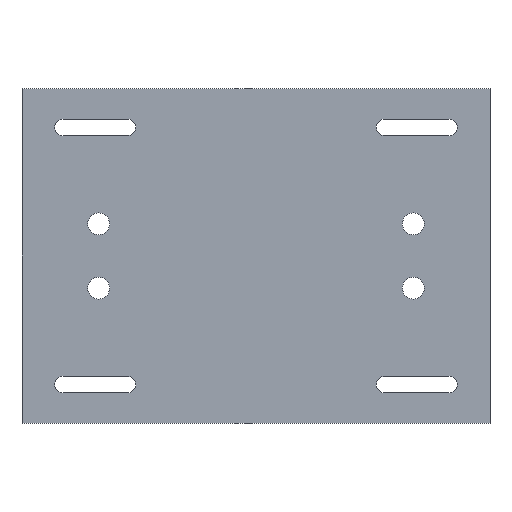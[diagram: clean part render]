
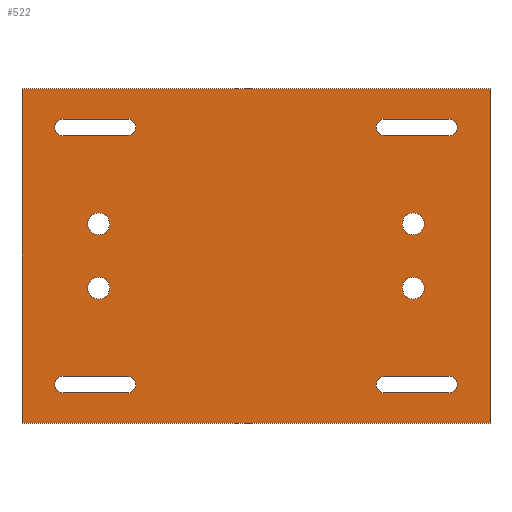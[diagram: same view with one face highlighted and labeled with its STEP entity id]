
A CAD part, front view. The second image highlights one B-rep face of the part: STEP entity #522.
In plain terms, the highlighted planar face has unit normal (0, -1, 0).
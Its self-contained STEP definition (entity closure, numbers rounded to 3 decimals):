
#17=LINE('',#749,#61);
#21=LINE('',#756,#65);
#33=LINE('',#796,#77);
#34=LINE('',#798,#78);
#37=LINE('',#807,#81);
#40=LINE('',#814,#84);
#41=LINE('',#818,#85);
#45=LINE('',#827,#89);
#47=LINE('',#834,#91);
#51=LINE('',#843,#95);
#53=LINE('',#850,#97);
#57=LINE('',#859,#101);
#61=VECTOR('',#605,10.);
#65=VECTOR('',#611,1000.);
#77=VECTOR('',#643,10.);
#78=VECTOR('',#646,1000.);
#81=VECTOR('',#655,10.);
#84=VECTOR('',#664,10.);
#85=VECTOR('',#667,10.);
#89=VECTOR('',#677,10.);
#91=VECTOR('',#685,10.);
#95=VECTOR('',#695,10.);
#97=VECTOR('',#703,10.);
#101=VECTOR('',#713,10.);
#116=PLANE('',#574);
#129=FACE_BOUND('',#201,.T.);
#130=FACE_BOUND('',#202,.T.);
#131=FACE_BOUND('',#203,.T.);
#132=FACE_BOUND('',#204,.T.);
#133=FACE_BOUND('',#205,.T.);
#134=FACE_BOUND('',#206,.T.);
#135=FACE_BOUND('',#207,.T.);
#136=FACE_BOUND('',#208,.T.);
#162=FACE_OUTER_BOUND('',#200,.T.);
#200=EDGE_LOOP('',(#461,#462,#463,#464));
#201=EDGE_LOOP('',(#465));
#202=EDGE_LOOP('',(#466));
#203=EDGE_LOOP('',(#467));
#204=EDGE_LOOP('',(#468));
#205=EDGE_LOOP('',(#469,#470,#471,#472));
#206=EDGE_LOOP('',(#473,#474,#475,#476));
#207=EDGE_LOOP('',(#477,#478,#479,#480));
#208=EDGE_LOOP('',(#481,#482,#483,#484));
#210=CIRCLE('',#527,4.263);
#212=CIRCLE('',#530,4.263);
#214=CIRCLE('',#533,4.263);
#216=CIRCLE('',#536,4.263);
#225=CIRCLE('',#551,3.25);
#226=CIRCLE('',#554,3.25);
#227=CIRCLE('',#558,3.25);
#228=CIRCLE('',#561,3.25);
#229=CIRCLE('',#564,3.25);
#230=CIRCLE('',#567,3.25);
#231=CIRCLE('',#570,3.25);
#232=CIRCLE('',#573,3.25);
#234=VERTEX_POINT('',#725);
#236=VERTEX_POINT('',#730);
#238=VERTEX_POINT('',#735);
#240=VERTEX_POINT('',#740);
#243=VERTEX_POINT('',#746);
#244=VERTEX_POINT('',#748);
#246=VERTEX_POINT('',#754);
#264=VERTEX_POINT('',#794);
#265=VERTEX_POINT('',#800);
#266=VERTEX_POINT('',#801);
#267=VERTEX_POINT('',#806);
#268=VERTEX_POINT('',#810);
#269=VERTEX_POINT('',#816);
#270=VERTEX_POINT('',#817);
#271=VERTEX_POINT('',#822);
#272=VERTEX_POINT('',#826);
#273=VERTEX_POINT('',#832);
#274=VERTEX_POINT('',#833);
#275=VERTEX_POINT('',#838);
#276=VERTEX_POINT('',#842);
#277=VERTEX_POINT('',#848);
#278=VERTEX_POINT('',#849);
#279=VERTEX_POINT('',#854);
#280=VERTEX_POINT('',#858);
#282=EDGE_CURVE('',#234,#234,#210,.F.);
#284=EDGE_CURVE('',#236,#236,#212,.F.);
#286=EDGE_CURVE('',#238,#238,#214,.F.);
#288=EDGE_CURVE('',#240,#240,#216,.F.);
#291=EDGE_CURVE('',#244,#243,#17,.T.);
#295=EDGE_CURVE('',#246,#243,#21,.T.);
#315=EDGE_CURVE('',#246,#264,#33,.T.);
#316=EDGE_CURVE('',#244,#264,#34,.T.);
#317=EDGE_CURVE('',#265,#266,#225,.T.);
#320=EDGE_CURVE('',#266,#267,#37,.T.);
#322=EDGE_CURVE('',#267,#268,#226,.T.);
#324=EDGE_CURVE('',#268,#265,#40,.T.);
#325=EDGE_CURVE('',#269,#270,#41,.T.);
#328=EDGE_CURVE('',#270,#271,#227,.T.);
#330=EDGE_CURVE('',#271,#272,#45,.T.);
#332=EDGE_CURVE('',#272,#269,#228,.T.);
#333=EDGE_CURVE('',#273,#274,#47,.T.);
#336=EDGE_CURVE('',#274,#275,#229,.T.);
#338=EDGE_CURVE('',#275,#276,#51,.T.);
#340=EDGE_CURVE('',#276,#273,#230,.T.);
#341=EDGE_CURVE('',#277,#278,#53,.T.);
#344=EDGE_CURVE('',#278,#279,#231,.T.);
#346=EDGE_CURVE('',#279,#280,#57,.T.);
#348=EDGE_CURVE('',#280,#277,#232,.T.);
#461=ORIENTED_EDGE('',*,*,#291,.T.);
#462=ORIENTED_EDGE('',*,*,#295,.F.);
#463=ORIENTED_EDGE('',*,*,#315,.T.);
#464=ORIENTED_EDGE('',*,*,#316,.F.);
#465=ORIENTED_EDGE('',*,*,#282,.T.);
#466=ORIENTED_EDGE('',*,*,#284,.T.);
#467=ORIENTED_EDGE('',*,*,#286,.T.);
#468=ORIENTED_EDGE('',*,*,#288,.T.);
#469=ORIENTED_EDGE('',*,*,#322,.T.);
#470=ORIENTED_EDGE('',*,*,#324,.T.);
#471=ORIENTED_EDGE('',*,*,#317,.T.);
#472=ORIENTED_EDGE('',*,*,#320,.T.);
#473=ORIENTED_EDGE('',*,*,#330,.T.);
#474=ORIENTED_EDGE('',*,*,#332,.T.);
#475=ORIENTED_EDGE('',*,*,#325,.T.);
#476=ORIENTED_EDGE('',*,*,#328,.T.);
#477=ORIENTED_EDGE('',*,*,#338,.T.);
#478=ORIENTED_EDGE('',*,*,#340,.T.);
#479=ORIENTED_EDGE('',*,*,#333,.T.);
#480=ORIENTED_EDGE('',*,*,#336,.T.);
#481=ORIENTED_EDGE('',*,*,#346,.T.);
#482=ORIENTED_EDGE('',*,*,#348,.T.);
#483=ORIENTED_EDGE('',*,*,#341,.T.);
#484=ORIENTED_EDGE('',*,*,#344,.T.);
#522=ADVANCED_FACE('',(#162,#129,#130,#131,#132,#133,#134,#135,#136),#116,
 .F.);
#527=AXIS2_PLACEMENT_3D('',#726,#581,#582);
#530=AXIS2_PLACEMENT_3D('',#731,#587,#588);
#533=AXIS2_PLACEMENT_3D('',#736,#593,#594);
#536=AXIS2_PLACEMENT_3D('',#741,#599,#600);
#551=AXIS2_PLACEMENT_3D('',#802,#649,#650);
#554=AXIS2_PLACEMENT_3D('',#811,#659,#660);
#558=AXIS2_PLACEMENT_3D('',#823,#672,#673);
#561=AXIS2_PLACEMENT_3D('',#830,#681,#682);
#564=AXIS2_PLACEMENT_3D('',#839,#690,#691);
#567=AXIS2_PLACEMENT_3D('',#846,#699,#700);
#570=AXIS2_PLACEMENT_3D('',#855,#708,#709);
#573=AXIS2_PLACEMENT_3D('',#862,#717,#718);
#574=AXIS2_PLACEMENT_3D('',#863,#719,#720);
#581=DIRECTION('center_axis',(0.,-1.,0.));
#582=DIRECTION('ref_axis',(1.,0.,0.));
#587=DIRECTION('center_axis',(0.,-1.,0.));
#588=DIRECTION('ref_axis',(1.,0.,0.));
#593=DIRECTION('center_axis',(0.,-1.,0.));
#594=DIRECTION('ref_axis',(1.,0.,0.));
#599=DIRECTION('center_axis',(0.,-1.,0.));
#600=DIRECTION('ref_axis',(1.,0.,0.));
#605=DIRECTION('',(1.,0.,0.));
#611=DIRECTION('',(0.,0.,-1.));
#643=DIRECTION('',(-1.,0.,0.));
#646=DIRECTION('',(0.,0.,1.));
#649=DIRECTION('center_axis',(0.,1.,0.));
#650=DIRECTION('ref_axis',(0.,0.,1.));
#655=DIRECTION('',(-1.,0.,0.));
#659=DIRECTION('center_axis',(0.,1.,0.));
#660=DIRECTION('ref_axis',(0.,0.,-1.));
#664=DIRECTION('',(1.,0.,0.));
#667=DIRECTION('',(-1.,0.,0.));
#672=DIRECTION('center_axis',(0.,1.,0.));
#673=DIRECTION('ref_axis',(0.,0.,-1.));
#677=DIRECTION('',(1.,0.,0.));
#681=DIRECTION('center_axis',(0.,1.,0.));
#682=DIRECTION('ref_axis',(0.,0.,1.));
#685=DIRECTION('',(1.,0.,0.));
#690=DIRECTION('center_axis',(0.,1.,0.));
#691=DIRECTION('ref_axis',(0.,0.,1.));
#695=DIRECTION('',(-1.,0.,0.));
#699=DIRECTION('center_axis',(0.,1.,0.));
#700=DIRECTION('ref_axis',(0.,0.,-1.));
#703=DIRECTION('',(1.,0.,0.));
#708=DIRECTION('center_axis',(0.,1.,0.));
#709=DIRECTION('ref_axis',(0.,0.,1.));
#713=DIRECTION('',(-1.,0.,0.));
#717=DIRECTION('center_axis',(0.,1.,0.));
#718=DIRECTION('ref_axis',(0.,0.,-1.));
#719=DIRECTION('center_axis',(0.,1.,0.));
#720=DIRECTION('ref_axis',(0.,0.,1.));
#725=CARTESIAN_POINT('',(-65.463,-6.,-12.5));
#726=CARTESIAN_POINT('Origin',(-61.2,-6.,-12.5));
#730=CARTESIAN_POINT('',(56.937,-6.,12.5));
#731=CARTESIAN_POINT('Origin',(61.2,-6.,12.5));
#735=CARTESIAN_POINT('',(-65.463,-6.,12.5));
#736=CARTESIAN_POINT('Origin',(-61.2,-6.,12.5));
#740=CARTESIAN_POINT('',(56.937,-6.,-12.5));
#741=CARTESIAN_POINT('Origin',(61.2,-6.,-12.5));
#746=CARTESIAN_POINT('',(91.,-6.,-65.));
#748=CARTESIAN_POINT('',(-91.,-6.,-65.));
#749=CARTESIAN_POINT('',(45.5,-6.,-65.));
#754=CARTESIAN_POINT('',(91.,-6.,65.));
#756=CARTESIAN_POINT('',(91.,-6.,70.));
#794=CARTESIAN_POINT('',(-91.,-6.,65.));
#796=CARTESIAN_POINT('',(-45.5,-6.,65.));
#798=CARTESIAN_POINT('',(-91.,-6.,-70.));
#800=CARTESIAN_POINT('',(-50.,-6.,53.25));
#801=CARTESIAN_POINT('',(-50.,-6.,46.75));
#802=CARTESIAN_POINT('Origin',(-50.,-6.,50.));
#806=CARTESIAN_POINT('',(-75.,-6.,46.75));
#807=CARTESIAN_POINT('',(-37.5,-6.,46.75));
#810=CARTESIAN_POINT('',(-75.,-6.,53.25));
#811=CARTESIAN_POINT('Origin',(-75.,-6.,50.));
#814=CARTESIAN_POINT('',(-25.,-6.,53.25));
#816=CARTESIAN_POINT('',(75.,-6.,46.75));
#817=CARTESIAN_POINT('',(50.,-6.,46.75));
#818=CARTESIAN_POINT('',(25.,-6.,46.75));
#822=CARTESIAN_POINT('',(50.,-6.,53.25));
#823=CARTESIAN_POINT('Origin',(50.,-6.,50.));
#826=CARTESIAN_POINT('',(75.,-6.,53.25));
#827=CARTESIAN_POINT('',(37.5,-6.,53.25));
#830=CARTESIAN_POINT('Origin',(75.,-6.,50.));
#832=CARTESIAN_POINT('',(-75.,-6.,-46.75));
#833=CARTESIAN_POINT('',(-50.,-6.,-46.75));
#834=CARTESIAN_POINT('',(-25.,-6.,-46.75));
#838=CARTESIAN_POINT('',(-50.,-6.,-53.25));
#839=CARTESIAN_POINT('Origin',(-50.,-6.,-50.));
#842=CARTESIAN_POINT('',(-75.,-6.,-53.25));
#843=CARTESIAN_POINT('',(-37.5,-6.,-53.25));
#846=CARTESIAN_POINT('Origin',(-75.,-6.,-50.));
#848=CARTESIAN_POINT('',(50.,-6.,-46.75));
#849=CARTESIAN_POINT('',(75.,-6.,-46.75));
#850=CARTESIAN_POINT('',(37.5,-6.,-46.75));
#854=CARTESIAN_POINT('',(75.,-6.,-53.25));
#855=CARTESIAN_POINT('Origin',(75.,-6.,-50.));
#858=CARTESIAN_POINT('',(50.,-6.,-53.25));
#859=CARTESIAN_POINT('',(25.,-6.,-53.25));
#862=CARTESIAN_POINT('Origin',(50.,-6.,-50.));
#863=CARTESIAN_POINT('Origin',(0.,-6.,0.));
